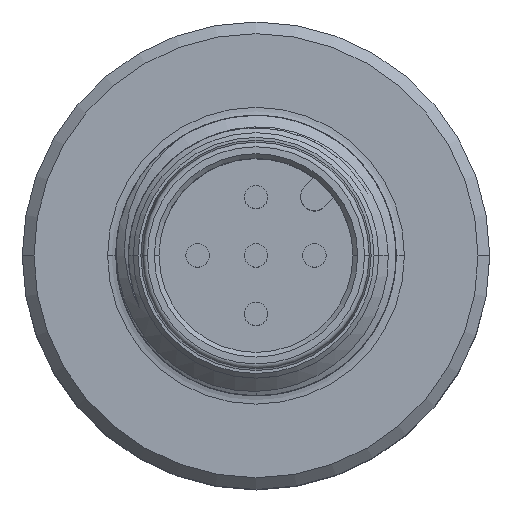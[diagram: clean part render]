
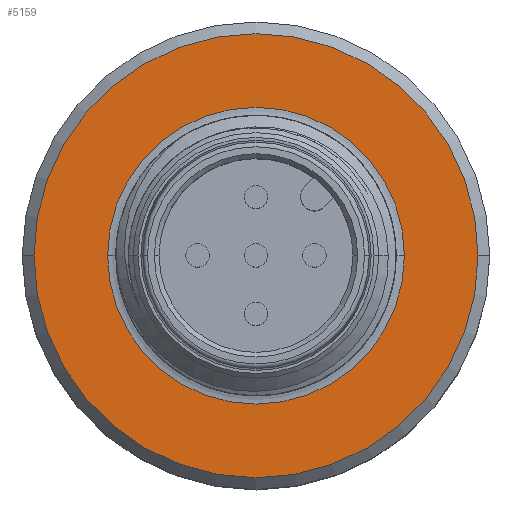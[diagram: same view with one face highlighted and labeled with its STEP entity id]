
A CAD part, top view. The second image highlights one B-rep face of the part: STEP entity #5159.
In plain terms, the highlighted planar face has unit normal (0, 0, 1).
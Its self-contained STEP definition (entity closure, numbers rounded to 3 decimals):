
#1866=CARTESIAN_POINT('',(0.,0.,-8.9));
#1867=DIRECTION('',(0.,0.,-1.));
#1868=DIRECTION('',(-1.,0.,0.));
#1869=AXIS2_PLACEMENT_3D('',#1866,#1867,#1868);
#1871=CARTESIAN_POINT('',(0.,0.,-8.9));
#1872=DIRECTION('',(0.,0.,1.));
#1873=DIRECTION('',(-1.,0.,0.));
#1874=AXIS2_PLACEMENT_3D('',#1871,#1872,#1873);
#1876=CARTESIAN_POINT('',(0.,0.,-8.9));
#1877=DIRECTION('',(0.,0.,1.));
#1878=DIRECTION('',(-1.,0.,0.));
#1879=AXIS2_PLACEMENT_3D('',#1876,#1877,#1878);
#1889=CARTESIAN_POINT('',(0.,0.,-8.9));
#1890=DIRECTION('',(0.,0.,-1.));
#1891=DIRECTION('',(-1.,0.,0.));
#1892=AXIS2_PLACEMENT_3D('',#1889,#1890,#1891);
#3092=CARTESIAN_POINT('',(-6.35,0.,-8.9));
#3093=VERTEX_POINT('',#3092);
#3098=CARTESIAN_POINT('',(6.35,0.,-8.9));
#3099=VERTEX_POINT('',#3098);
#3104=CARTESIAN_POINT('',(-9.5,0.,-8.9));
#3105=VERTEX_POINT('',#3104);
#3108=CARTESIAN_POINT('',(9.5,0.,-8.9));
#3109=VERTEX_POINT('',#3108);
#5144=CARTESIAN_POINT('',(0.,0.,-8.9));
#5145=DIRECTION('',(0.,0.,1.));
#5146=DIRECTION('',(1.,0.,0.));
#5147=AXIS2_PLACEMENT_3D('',#5144,#5145,#5146);
#5148=PLANE('',#5147);
#5150=ORIENTED_EDGE('',*,*,#5149,.F.);
#5152=ORIENTED_EDGE('',*,*,#5151,.T.);
#5153=EDGE_LOOP('',(#5150,#5152));
#5154=FACE_OUTER_BOUND('',#5153,.F.);
#5155=ORIENTED_EDGE('',*,*,#5123,.F.);
#5156=ORIENTED_EDGE('',*,*,#5139,.T.);
#5157=EDGE_LOOP('',(#5155,#5156));
#5158=FACE_BOUND('',#5157,.F.);
#1870=CIRCLE('',#1869,6.35);
#1875=CIRCLE('',#1874,6.35);
#1880=CIRCLE('',#1879,9.5);
#1893=CIRCLE('',#1892,9.5);
#5123=EDGE_CURVE('',#3093,#3099,#1870,.T.);
#5139=EDGE_CURVE('',#3093,#3099,#1875,.T.);
#5149=EDGE_CURVE('',#3105,#3109,#1880,.T.);
#5151=EDGE_CURVE('',#3105,#3109,#1893,.T.);
#5159=ADVANCED_FACE('',(#5154,#5158),#5148,.T.);
